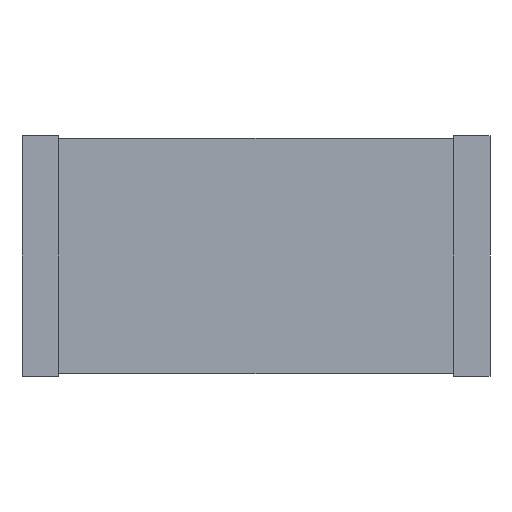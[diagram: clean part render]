
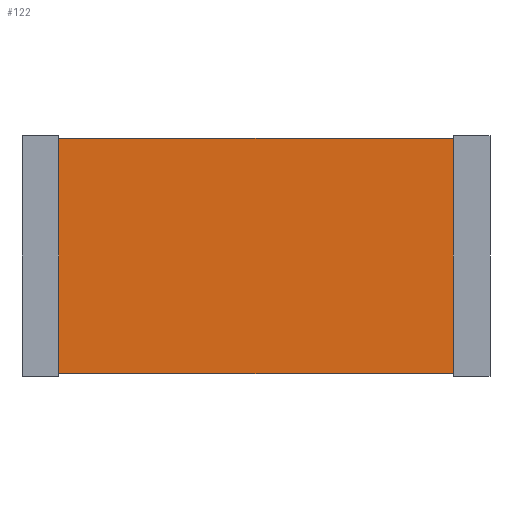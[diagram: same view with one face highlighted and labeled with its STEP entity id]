
A CAD part, front view. The second image highlights one B-rep face of the part: STEP entity #122.
In plain terms, the highlighted planar face has unit normal (0, -1, 0).
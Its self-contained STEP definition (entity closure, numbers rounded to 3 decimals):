
#9 = DIRECTION ( 'NONE',  ( 1., 0., 0. ) ) ;
#10 = VECTOR ( 'NONE', #9, 1000. ) ;
#11 = CARTESIAN_POINT ( 'NONE',  ( -3.175, 0., 1.6 ) ) ;
#12 = LINE ( 'NONE', #11, #10 ) ;
#28 = EDGE_CURVE ( 'NONE', #75, #69, #12, .T. ) ;
#32 = VERTEX_POINT ( 'NONE', #289 ) ;
#35 = EDGE_CURVE ( 'NONE', #32, #36, #311, .T. ) ;
#36 = VERTEX_POINT ( 'NONE', #307 ) ;
#69 = VERTEX_POINT ( 'NONE', #232 ) ;
#75 = VERTEX_POINT ( 'NONE', #283 ) ;
#78 = EDGE_CURVE ( 'NONE', #36, #75, #282, .T. ) ;
#79 = ORIENTED_EDGE ( 'NONE', *, *, #35, .F. ) ;
#122 = ADVANCED_FACE ( 'NONE', ( #421 ), #406, .F. ) ;
#123 = EDGE_LOOP ( 'NONE', ( #146, #148, #149, #79 ) ) ;
#146 = ORIENTED_EDGE ( 'NONE', *, *, #147, .F. ) ;
#147 = EDGE_CURVE ( 'NONE', #69, #32, #446, .T. ) ;
#148 = ORIENTED_EDGE ( 'NONE', *, *, #28, .F. ) ;
#149 = ORIENTED_EDGE ( 'NONE', *, *, #78, .F. ) ;
#232 = CARTESIAN_POINT ( 'NONE',  ( 2.675, 0., 1.6 ) ) ;
#279 = DIRECTION ( 'NONE',  ( 0., 0., 1. ) ) ;
#280 = VECTOR ( 'NONE', #279, 1000. ) ;
#281 = CARTESIAN_POINT ( 'NONE',  ( -2.675, 0., 1.6 ) ) ;
#282 = LINE ( 'NONE', #281, #280 ) ;
#283 = CARTESIAN_POINT ( 'NONE',  ( -2.675, 0., 1.6 ) ) ;
#289 = CARTESIAN_POINT ( 'NONE',  ( 2.675, 0., -1.6 ) ) ;
#307 = CARTESIAN_POINT ( 'NONE',  ( -2.675, 0., -1.6 ) ) ;
#308 = DIRECTION ( 'NONE',  ( -1., 0., 0. ) ) ;
#309 = VECTOR ( 'NONE', #308, 1000. ) ;
#310 = CARTESIAN_POINT ( 'NONE',  ( -3.175, 0., -1.6 ) ) ;
#311 = LINE ( 'NONE', #310, #309 ) ;
#400 = DIRECTION ( 'NONE',  ( 0., 0., 1. ) ) ;
#401 = DIRECTION ( 'NONE',  ( 0., 1., 0. ) ) ;
#402 = CARTESIAN_POINT ( 'NONE',  ( -3.175, 0., 1.6 ) ) ;
#403 = AXIS2_PLACEMENT_3D ( 'NONE', #402, #401, #400 ) ;
#406 = PLANE ( 'NONE',  #403 ) ;
#421 = FACE_OUTER_BOUND ( 'NONE', #123, .T. ) ;
#446 = LINE ( 'NONE', #457, #456 ) ;
#455 = DIRECTION ( 'NONE',  ( 0., 0., -1. ) ) ;
#456 = VECTOR ( 'NONE', #455, 1000. ) ;
#457 = CARTESIAN_POINT ( 'NONE',  ( 2.675, 0., 1.6 ) ) ;
